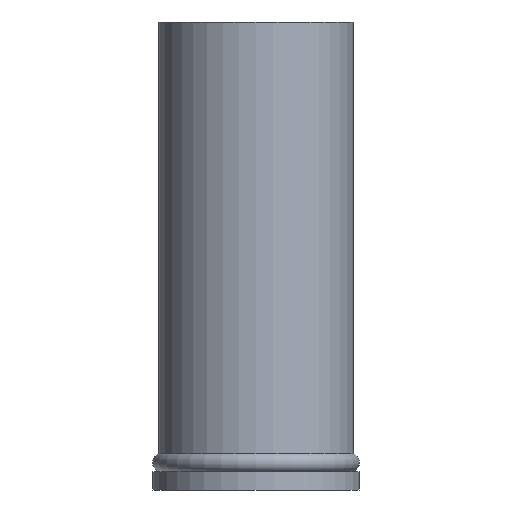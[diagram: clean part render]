
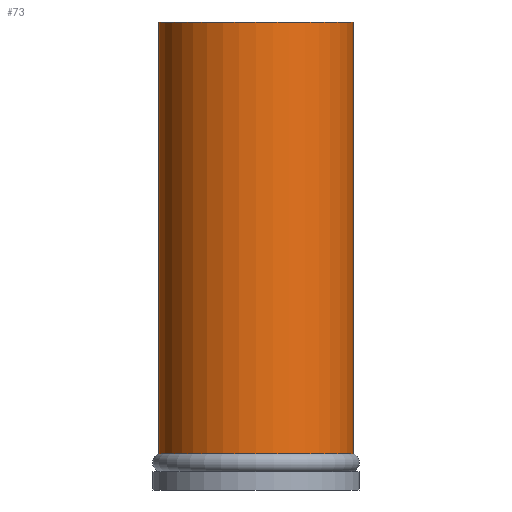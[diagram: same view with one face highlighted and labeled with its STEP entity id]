
A CAD part, front view. The second image highlights one B-rep face of the part: STEP entity #73.
In plain terms, the highlighted cylindrical face has radius 8 mm (diameter 16 mm), a full revolution.
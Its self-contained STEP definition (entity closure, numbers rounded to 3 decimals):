
#44=EDGE_CURVE('240[2]',#99,#99,#100,.T.);
#62=EDGE_CURVE('240[2]',#128,#128,#129,.T.);
#73=ADVANCED_FACE('240[2]',(#145,#146),#147,.T.);
#99=VERTEX_POINT('',#166);
#100=CIRCLE('',#167,8.0);
#128=VERTEX_POINT('',#202);
#129=CIRCLE('',#203,8.0);
#145=FACE_BOUND('',#223,.T.);
#146=FACE_BOUND('',#224,.T.);
#147=CYLINDRICAL_SURFACE('',#225,8.0);
#166=CARTESIAN_POINT('',(0.,8.0,37.0));
#167=AXIS2_PLACEMENT_3D('',#235,#236,#237);
#202=CARTESIAN_POINT('',(0.,8.0,1.5));
#203=AXIS2_PLACEMENT_3D('',#268,#269,#270);
#223=EDGE_LOOP('',(#287));
#224=EDGE_LOOP('',(#288));
#225=AXIS2_PLACEMENT_3D('',#289,#290,#291);
#235=CARTESIAN_POINT('',(0.,0.,37.0));
#236=DIRECTION('',(0.,0.,-1.0));
#237=DIRECTION('',(0.,1.0,0.));
#268=CARTESIAN_POINT('',(0.,0.,1.5));
#269=DIRECTION('',(0.,0.,-1.0));
#270=DIRECTION('',(0.,1.0,0.));
#287=ORIENTED_EDGE('',*,*,#62,.F.);
#288=ORIENTED_EDGE('',*,*,#44,.T.);
#289=CARTESIAN_POINT('',(0.,0.,19.25));
#290=DIRECTION('',(0.,0.,-1.0));
#291=DIRECTION('',(0.,1.0,0.));
